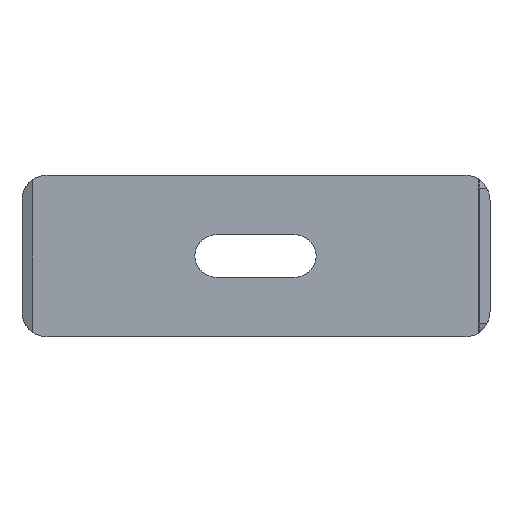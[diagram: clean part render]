
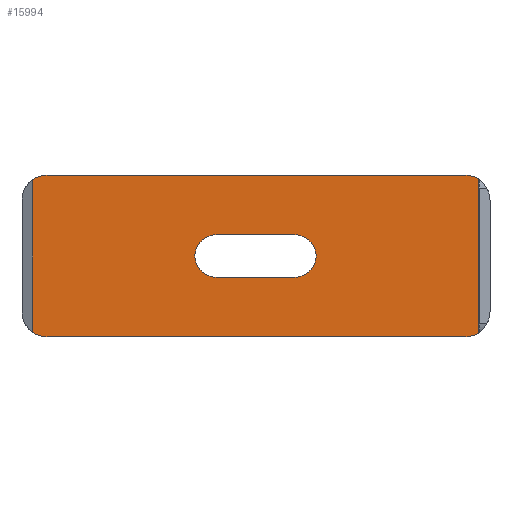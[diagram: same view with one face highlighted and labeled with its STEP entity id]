
A CAD part, front view. The second image highlights one B-rep face of the part: STEP entity #15994.
In plain terms, the highlighted planar face has unit normal (0, -1, 0).
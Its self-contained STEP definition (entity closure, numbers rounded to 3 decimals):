
#2448=CARTESIAN_POINT('',(-3.9,0.,0.));
#2449=DIRECTION('',(0.,1.,0.));
#2450=DIRECTION('',(0.,0.,-1.));
#2451=AXIS2_PLACEMENT_3D('',#2448,#2449,#2450);
#2458=CARTESIAN_POINT('',(20.7,0.,5.5));
#2459=DIRECTION('',(0.,-1.,0.));
#2460=DIRECTION('',(0.54,0.,0.842));
#2461=AXIS2_PLACEMENT_3D('',#2458,#2459,#2460);
#2463=CARTESIAN_POINT('',(20.7,0.,-5.5));
#2464=DIRECTION('',(0.,-1.,0.));
#2465=DIRECTION('',(0.,0.,-1.));
#2466=AXIS2_PLACEMENT_3D('',#2463,#2464,#2465);
#2468=CARTESIAN_POINT('',(-20.6,0.,-5.5));
#2469=DIRECTION('',(0.,-1.,0.));
#2470=DIRECTION('',(-0.58,0.,-0.815));
#2471=AXIS2_PLACEMENT_3D('',#2468,#2469,#2470);
#2473=CARTESIAN_POINT('',(-20.6,0.,5.5));
#2474=DIRECTION('',(0.,-1.,0.));
#2475=DIRECTION('',(0.,0.,1.));
#2476=AXIS2_PLACEMENT_3D('',#2473,#2474,#2475);
#2478=DIRECTION('',(1.,0.,0.));
#2479=VECTOR('',#2478,7.8);
#2480=CARTESIAN_POINT('',(-3.9,0.,-2.1));
#2481=LINE('',#2480,#2479);
#2482=DIRECTION('',(-1.,0.,0.));
#2483=VECTOR('',#2482,7.8);
#2484=CARTESIAN_POINT('',(3.9,0.,2.1));
#2485=LINE('',#2484,#2483);
#2486=DIRECTION('',(-1.,0.,0.));
#2487=VECTOR('',#2486,41.3);
#2488=CARTESIAN_POINT('',(20.7,0.,8.));
#2489=LINE('',#2488,#2487);
#3111=DIRECTION('',(0.,0.,-1.));
#3112=VECTOR('',#3111,15.208);
#3113=CARTESIAN_POINT('',(22.05,0.,7.604));
#3114=LINE('',#3113,#3112);
#6491=DIRECTION('',(1.,0.,0.));
#6492=VECTOR('',#6491,41.3);
#6493=CARTESIAN_POINT('',(-20.6,0.,-8.));
#6494=LINE('',#6493,#6492);
#7643=DIRECTION('',(0.,0.,1.));
#7644=VECTOR('',#7643,15.073);
#7645=CARTESIAN_POINT('',(-22.05,0.,-7.537));
#7646=LINE('',#7645,#7644);
#7655=CARTESIAN_POINT('',(3.9,0.,0.));
#7656=DIRECTION('',(0.,1.,0.));
#7657=DIRECTION('',(0.,0.,1.));
#7658=AXIS2_PLACEMENT_3D('',#7655,#7656,#7657);
#8332=CARTESIAN_POINT('',(-20.6,0.,8.));
#8334=VERTEX_POINT('',#8332);
#8336=CARTESIAN_POINT('',(-22.05,0.,7.537));
#8337=VERTEX_POINT('',#8336);
#8344=CARTESIAN_POINT('',(-22.05,0.,-7.537));
#8345=VERTEX_POINT('',#8344);
#8348=CARTESIAN_POINT('',(22.05,0.,7.604));
#8350=VERTEX_POINT('',#8348);
#8352=CARTESIAN_POINT('',(20.7,0.,8.));
#8353=VERTEX_POINT('',#8352);
#8358=CARTESIAN_POINT('',(22.05,0.,-7.604));
#8359=VERTEX_POINT('',#8358);
#8360=CARTESIAN_POINT('',(20.7,0.,-8.));
#8362=VERTEX_POINT('',#8360);
#8365=CARTESIAN_POINT('',(-20.6,0.,-8.));
#8367=VERTEX_POINT('',#8365);
#9586=CARTESIAN_POINT('',(-3.9,0.,-2.1));
#9587=CARTESIAN_POINT('',(-3.9,0.,2.1));
#9588=VERTEX_POINT('',#9586);
#9589=VERTEX_POINT('',#9587);
#9590=CARTESIAN_POINT('',(3.9,0.,-2.1));
#9591=VERTEX_POINT('',#9590);
#9592=CARTESIAN_POINT('',(3.9,0.,2.1));
#9593=VERTEX_POINT('',#9592);
#15962=CARTESIAN_POINT('',(-27.551,0.,0.));
#15963=DIRECTION('',(0.,-1.,0.));
#15964=DIRECTION('',(-1.,0.,0.));
#15965=AXIS2_PLACEMENT_3D('',#15962,#15963,#15964);
#15966=PLANE('',#15965);
#15968=ORIENTED_EDGE('',*,*,#15967,.F.);
#15970=ORIENTED_EDGE('',*,*,#15969,.F.);
#15972=ORIENTED_EDGE('',*,*,#15971,.T.);
#15974=ORIENTED_EDGE('',*,*,#15973,.F.);
#15976=ORIENTED_EDGE('',*,*,#15975,.F.);
#15978=ORIENTED_EDGE('',*,*,#15977,.F.);
#15980=ORIENTED_EDGE('',*,*,#15979,.T.);
#15982=ORIENTED_EDGE('',*,*,#15981,.F.);
#15983=EDGE_LOOP('',(#15968,#15970,#15972,#15974,#15976,#15978,#15980,#15982));
#15984=FACE_OUTER_BOUND('',#15983,.F.);
#15986=ORIENTED_EDGE('',*,*,#15985,.T.);
#15988=ORIENTED_EDGE('',*,*,#15987,.F.);
#15990=ORIENTED_EDGE('',*,*,#15989,.T.);
#15991=ORIENTED_EDGE('',*,*,#15952,.F.);
#15992=EDGE_LOOP('',(#15986,#15988,#15990,#15991));
#15993=FACE_BOUND('',#15992,.F.);
#15994=ADVANCED_FACE('',(#15984,#15993),#15966,.T.);
#2452=CIRCLE('',#2451,2.1);
#2462=CIRCLE('',#2461,2.5);
#2467=CIRCLE('',#2466,2.5);
#2472=CIRCLE('',#2471,2.5);
#2477=CIRCLE('',#2476,2.5);
#7659=CIRCLE('',#7658,2.1);
#15952=EDGE_CURVE('',#9588,#9589,#2452,.T.);
#15967=EDGE_CURVE('',#8353,#8334,#2489,.T.);
#15969=EDGE_CURVE('',#8350,#8353,#2462,.T.);
#15971=EDGE_CURVE('',#8350,#8359,#3114,.T.);
#15973=EDGE_CURVE('',#8362,#8359,#2467,.T.);
#15975=EDGE_CURVE('',#8367,#8362,#6494,.T.);
#15977=EDGE_CURVE('',#8345,#8367,#2472,.T.);
#15979=EDGE_CURVE('',#8345,#8337,#7646,.T.);
#15981=EDGE_CURVE('',#8334,#8337,#2477,.T.);
#15985=EDGE_CURVE('',#9588,#9591,#2481,.T.);
#15987=EDGE_CURVE('',#9593,#9591,#7659,.T.);
#15989=EDGE_CURVE('',#9593,#9589,#2485,.T.);
